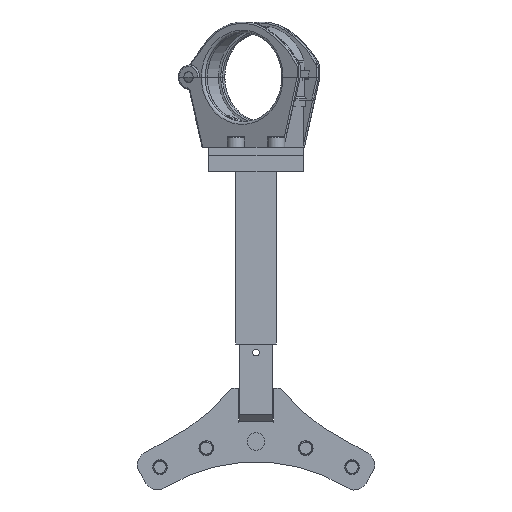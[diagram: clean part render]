
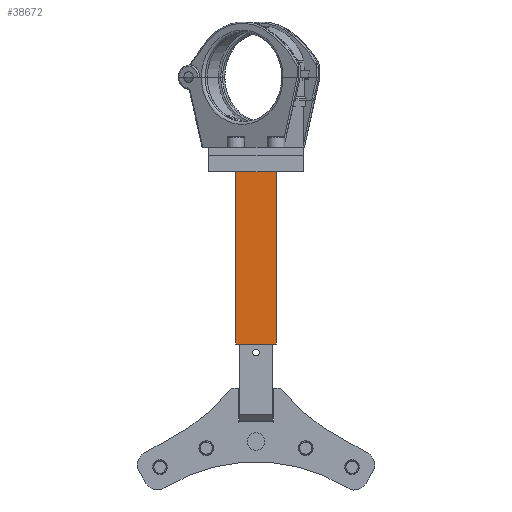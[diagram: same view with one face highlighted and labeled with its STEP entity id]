
A CAD part, left-side view. The second image highlights one B-rep face of the part: STEP entity #38672.
In plain terms, the highlighted planar face has unit normal (-1, 0, 0).
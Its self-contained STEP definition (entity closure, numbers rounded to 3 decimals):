
#224 = EDGE_CURVE ( 'NONE', #22528, #28966, #34574, .T. ) ;
#968 = CARTESIAN_POINT ( 'NONE',  ( -15., 15., 128. ) ) ;
#1415 = VERTEX_POINT ( 'NONE', #968 ) ;
#2415 = CARTESIAN_POINT ( 'NONE',  ( -15., 15., 0. ) ) ;
#2603 = LINE ( 'NONE', #41587, #3840 ) ;
#3840 = VECTOR ( 'NONE', #44873, 1000. ) ;
#3873 = VECTOR ( 'NONE', #21316, 1000. ) ;
#6152 = DIRECTION ( 'NONE',  ( 0., -1., 0. ) ) ;
#8265 = VERTEX_POINT ( 'NONE', #43149 ) ;
#9215 = ORIENTED_EDGE ( 'NONE', *, *, #22666, .T. ) ;
#12665 = CARTESIAN_POINT ( 'NONE',  ( -15., -15., 0. ) ) ;
#12781 = AXIS2_PLACEMENT_3D ( 'NONE', #34568, #30610, #45316 ) ;
#14642 = ORIENTED_EDGE ( 'NONE', *, *, #224, .T. ) ;
#18520 = LINE ( 'NONE', #39054, #3873 ) ;
#18958 = EDGE_CURVE ( 'NONE', #8265, #28966, #2603, .T. ) ;
#21316 = DIRECTION ( 'NONE',  ( 0., 0., -1. ) ) ;
#22528 = VERTEX_POINT ( 'NONE', #2415 ) ;
#22666 = EDGE_CURVE ( 'NONE', #1415, #22528, #18520, .T. ) ;
#22997 = VECTOR ( 'NONE', #6152, 1000. ) ;
#23612 = FACE_OUTER_BOUND ( 'NONE', #43292, .T. ) ;
#26535 = ORIENTED_EDGE ( 'NONE', *, *, #28452, .F. ) ;
#27803 = ORIENTED_EDGE ( 'NONE', *, *, #18958, .F. ) ;
#28047 = CARTESIAN_POINT ( 'NONE',  ( -15., 15., 0. ) ) ;
#28452 = EDGE_CURVE ( 'NONE', #1415, #8265, #40722, .T. ) ;
#28966 = VERTEX_POINT ( 'NONE', #12665 ) ;
#30610 = DIRECTION ( 'NONE',  ( 1., 0., 0. ) ) ;
#33576 = VECTOR ( 'NONE', #46011, 1000. ) ;
#34408 = CARTESIAN_POINT ( 'NONE',  ( -15., 15., 128. ) ) ;
#34568 = CARTESIAN_POINT ( 'NONE',  ( -15., 15., 128. ) ) ;
#34574 = LINE ( 'NONE', #28047, #33576 ) ;
#35269 = PLANE ( 'NONE',  #12781 ) ;
#38672 = ADVANCED_FACE ( 'NONE', ( #23612 ), #35269, .F. ) ;
#39054 = CARTESIAN_POINT ( 'NONE',  ( -15., 15., 128. ) ) ;
#40722 = LINE ( 'NONE', #34408, #22997 ) ;
#41587 = CARTESIAN_POINT ( 'NONE',  ( -15., -15., 128. ) ) ;
#43149 = CARTESIAN_POINT ( 'NONE',  ( -15., -15., 128. ) ) ;
#43292 = EDGE_LOOP ( 'NONE', ( #14642, #27803, #26535, #9215 ) ) ;
#44873 = DIRECTION ( 'NONE',  ( 0., 0., -1. ) ) ;
#45316 = DIRECTION ( 'NONE',  ( 0., 1., 0. ) ) ;
#46011 = DIRECTION ( 'NONE',  ( 0., -1., 0. ) ) ;
